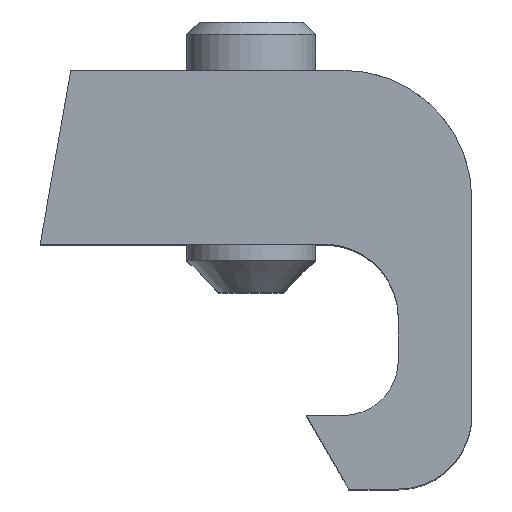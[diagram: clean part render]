
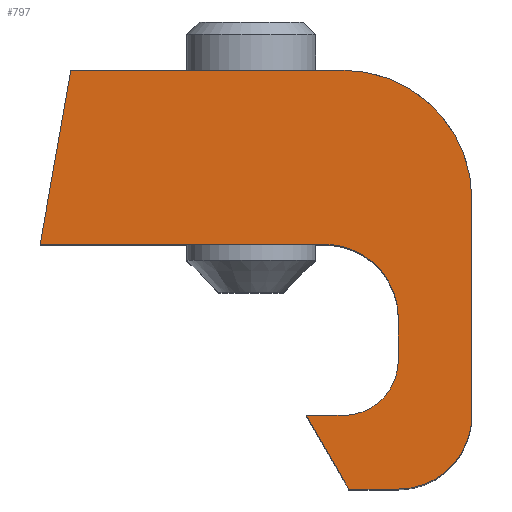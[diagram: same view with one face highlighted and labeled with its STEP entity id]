
A CAD part, top view. The second image highlights one B-rep face of the part: STEP entity #797.
In plain terms, the highlighted planar face has unit normal (0, 0, 1).
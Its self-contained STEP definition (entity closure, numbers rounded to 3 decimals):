
#50=LINE('',#1186,#130);
#55=LINE('',#1201,#135);
#62=LINE('',#1229,#142);
#66=LINE('',#1241,#146);
#69=LINE('',#1247,#149);
#72=LINE('',#1253,#152);
#76=LINE('',#1268,#156);
#81=LINE('',#1287,#161);
#130=VECTOR('',#945,1000.);
#135=VECTOR('',#956,1000.);
#142=VECTOR('',#971,1000.);
#146=VECTOR('',#983,1000.);
#149=VECTOR('',#988,1000.);
#152=VECTOR('',#993,1000.);
#156=VECTOR('',#1007,1000.);
#161=VECTOR('',#1028,1000.);
#275=ORIENTED_EDGE('',*,*,#429,.T.);
#276=ORIENTED_EDGE('',*,*,#436,.T.);
#277=ORIENTED_EDGE('',*,*,#443,.F.);
#278=ORIENTED_EDGE('',*,*,#446,.T.);
#279=ORIENTED_EDGE('',*,*,#449,.F.);
#280=ORIENTED_EDGE('',*,*,#452,.T.);
#281=ORIENTED_EDGE('',*,*,#455,.T.);
#282=ORIENTED_EDGE('',*,*,#458,.T.);
#283=ORIENTED_EDGE('',*,*,#461,.T.);
#284=ORIENTED_EDGE('',*,*,#465,.T.);
#285=ORIENTED_EDGE('',*,*,#472,.T.);
#286=ORIENTED_EDGE('',*,*,#476,.T.);
#429=EDGE_CURVE('',#538,#537,#50,.T.);
#436=EDGE_CURVE('',#537,#544,#55,.T.);
#443=EDGE_CURVE('',#548,#544,#602,.T.);
#446=EDGE_CURVE('',#548,#550,#62,.T.);
#449=EDGE_CURVE('',#552,#550,#604,.T.);
#452=EDGE_CURVE('',#552,#554,#66,.T.);
#455=EDGE_CURVE('',#554,#556,#69,.T.);
#458=EDGE_CURVE('',#556,#558,#72,.T.);
#461=EDGE_CURVE('',#558,#560,#606,.T.);
#465=EDGE_CURVE('',#560,#564,#76,.T.);
#472=EDGE_CURVE('',#564,#568,#611,.T.);
#476=EDGE_CURVE('',#568,#538,#81,.T.);
#537=VERTEX_POINT('',#1185);
#538=VERTEX_POINT('',#1187);
#544=VERTEX_POINT('',#1200);
#548=VERTEX_POINT('',#1222);
#550=VERTEX_POINT('',#1228);
#552=VERTEX_POINT('',#1234);
#554=VERTEX_POINT('',#1240);
#556=VERTEX_POINT('',#1246);
#558=VERTEX_POINT('',#1252);
#560=VERTEX_POINT('',#1258);
#564=VERTEX_POINT('',#1267);
#568=VERTEX_POINT('',#1279);
#602=CIRCLE('',#854,4.567);
#604=CIRCLE('',#858,3.425);
#606=CIRCLE('',#864,4.567);
#611=CIRCLE('',#871,8.);
#643=EDGE_LOOP('',(#275,#276,#277,#278,#279,#280,#281,#282,#283,#284,#285,
#286));
#707=FACE_BOUND('',#643,.T.);
#760=PLANE('',#875);
#797=ADVANCED_FACE('',(#707),#760,.T.);
#854=AXIS2_PLACEMENT_3D('',#1223,#965,#966);
#858=AXIS2_PLACEMENT_3D('',#1235,#977,#978);
#864=AXIS2_PLACEMENT_3D('',#1259,#999,#1000);
#871=AXIS2_PLACEMENT_3D('',#1280,#1019,#1020);
#875=AXIS2_PLACEMENT_3D('',#1288,#1029,#1030);
#945=DIRECTION('',(-0.174,-0.985,0.));
#956=DIRECTION('',(1.,0.,0.));
#965=DIRECTION('',(0.,0.,1.));
#966=DIRECTION('',(1.,0.,0.));
#971=DIRECTION('',(0.,-1.,0.));
#977=DIRECTION('',(0.,0.,1.));
#978=DIRECTION('',(1.,0.,0.));
#983=DIRECTION('',(-1.,0.,0.));
#988=DIRECTION('',(0.5,-0.866,0.));
#993=DIRECTION('',(1.,0.,0.));
#999=DIRECTION('',(0.,0.,1.));
#1000=DIRECTION('',(1.,0.,0.));
#1007=DIRECTION('',(0.,1.,0.));
#1019=DIRECTION('',(0.,0.,1.));
#1020=DIRECTION('',(1.,0.,0.));
#1028=DIRECTION('',(-1.,0.,0.));
#1029=DIRECTION('',(0.,0.,1.));
#1030=DIRECTION('',(1.,0.,0.));
#1185=CARTESIAN_POINT('',(0.,15.2,17.));
#1186=CARTESIAN_POINT('',(1.904,26.,17.));
#1187=CARTESIAN_POINT('',(1.904,26.,17.));
#1200=CARTESIAN_POINT('',(17.667,15.2,17.));
#1201=CARTESIAN_POINT('',(0.,15.2,17.));
#1222=CARTESIAN_POINT('',(22.233,10.633,17.));
#1223=CARTESIAN_POINT('',(17.667,10.633,17.));
#1228=CARTESIAN_POINT('',(22.233,7.992,17.));
#1229=CARTESIAN_POINT('',(22.233,10.633,17.));
#1234=CARTESIAN_POINT('',(18.808,4.567,17.));
#1235=CARTESIAN_POINT('',(18.808,7.992,17.));
#1240=CARTESIAN_POINT('',(16.525,4.567,17.));
#1241=CARTESIAN_POINT('',(18.808,4.567,17.));
#1246=CARTESIAN_POINT('',(19.162,0.,17.));
#1247=CARTESIAN_POINT('',(16.525,4.567,17.));
#1252=CARTESIAN_POINT('',(22.233,0.,17.));
#1253=CARTESIAN_POINT('',(19.162,0.,17.));
#1258=CARTESIAN_POINT('',(26.8,4.567,17.));
#1259=CARTESIAN_POINT('',(22.233,4.567,17.));
#1267=CARTESIAN_POINT('',(26.8,18.,17.));
#1268=CARTESIAN_POINT('',(26.8,4.567,17.));
#1279=CARTESIAN_POINT('',(18.8,26.,17.));
#1280=CARTESIAN_POINT('',(18.8,18.,17.));
#1287=CARTESIAN_POINT('',(18.8,26.,17.));
#1288=CARTESIAN_POINT('',(17.667,10.633,17.));
